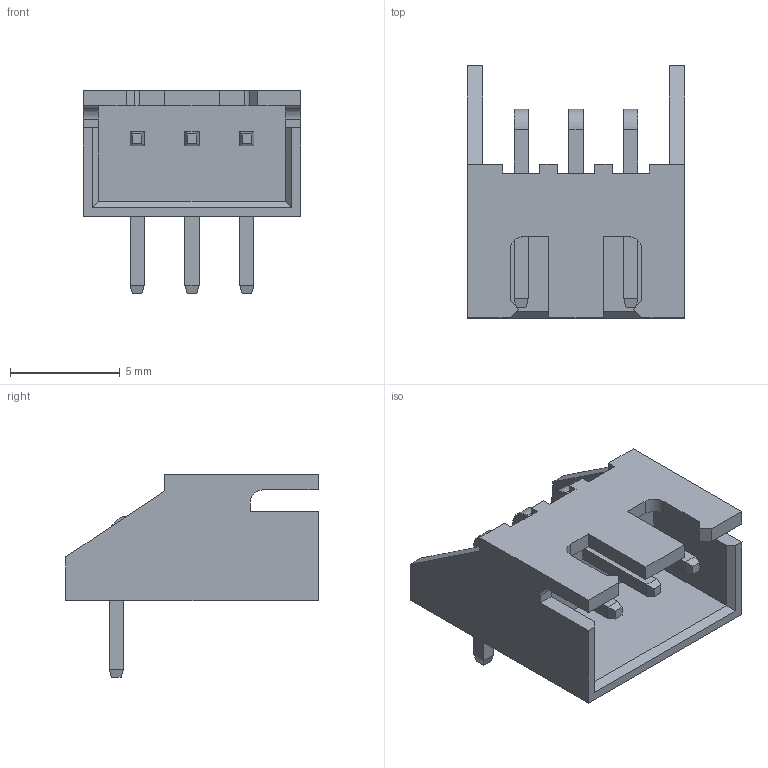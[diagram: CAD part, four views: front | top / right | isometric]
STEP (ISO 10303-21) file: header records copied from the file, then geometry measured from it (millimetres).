
FILE_DESCRIPTION(('STEP AP214'), '1');
FILE_NAME('SxB-XH-A', '', ('UNSPECIFIED'), ('UNSPECIFIED'), 'ASCON STEP Converter 1.6', 'ASCON Math Kernel', '');
FILE_SCHEMA(('AUTOMOTIVE_DESIGN { 1 0 10303 214 3 1 1}'));
Length unit declared in the file: millimetre
Bounding box: 9.9 x 11.5 x 9.25 mm (x, y, z)
Volume: 227.1 mm3; surface area: 627.6 mm2
Topology: 1 solids, 1 shells, 119 faces, 307 edges, 196 vertices
Faces by surface type: plane 109, cylinder 10
Entity records: 4525 total; most frequent: CARTESIAN_POINT 623, ORIENTED_EDGE 614, DIRECTION 567, EDGE_CURVE 307, LINE 287, VECTOR 287, VERTEX_POINT 196, AXIS2_PLACEMENT_3D 140
